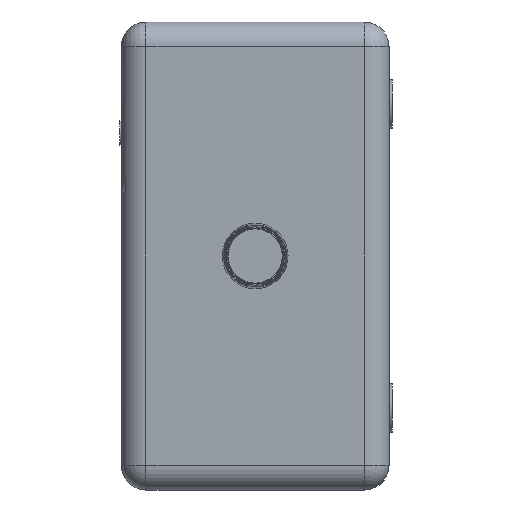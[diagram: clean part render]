
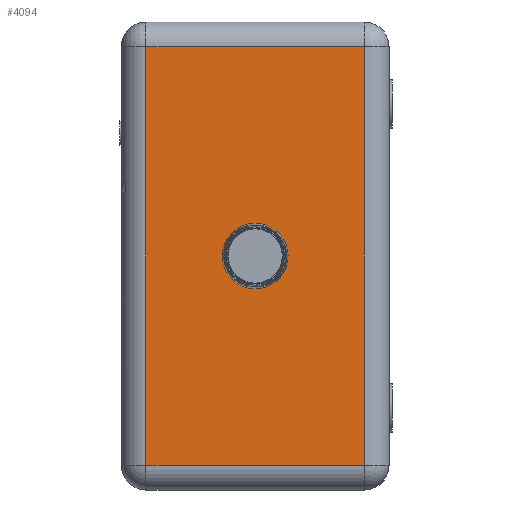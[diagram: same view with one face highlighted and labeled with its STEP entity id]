
A CAD part, left-side view. The second image highlights one B-rep face of the part: STEP entity #4094.
In plain terms, the highlighted planar face has unit normal (-1, 0, 0).
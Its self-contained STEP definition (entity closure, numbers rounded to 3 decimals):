
#8 = EDGE_CURVE ( 'NONE', #4844, #2380, #3169, .T. ) ;
#15 = CARTESIAN_POINT ( 'NONE',  ( 0., 16.3, -28.5 ) ) ;
#70 = LINE ( 'NONE', #788, #1232 ) ;
#154 = CARTESIAN_POINT ( 'NONE',  ( 0., 3., 0. ) ) ;
#266 = ORIENTED_EDGE ( 'NONE', *, *, #1143, .T. ) ;
#283 = FACE_BOUND ( 'NONE', #978, .T. ) ;
#412 = ORIENTED_EDGE ( 'NONE', *, *, #8, .T. ) ;
#568 = AXIS2_PLACEMENT_3D ( 'NONE', #3672, #2528, #3476 ) ;
#606 = CIRCLE ( 'NONE', #783, 4. ) ;
#668 = CARTESIAN_POINT ( 'NONE',  ( 0., 16.3, -28.5 ) ) ;
#733 = DIRECTION ( 'NONE',  ( 0., 0., -1. ) ) ;
#774 = EDGE_CURVE ( 'NONE', #1173, #2341, #606, .T. ) ;
#783 = AXIS2_PLACEMENT_3D ( 'NONE', #668, #4457, #3161 ) ;
#788 = CARTESIAN_POINT ( 'NONE',  ( 0., 32.6, -54. ) ) ;
#941 = CARTESIAN_POINT ( 'NONE',  ( 0., 16.3, -24.5 ) ) ;
#978 = EDGE_LOOP ( 'NONE', ( #1529, #3397 ) ) ;
#1143 = EDGE_CURVE ( 'NONE', #3754, #4844, #70, .T. ) ;
#1155 = CARTESIAN_POINT ( 'NONE',  ( 0., 29.6, 0. ) ) ;
#1170 = DIRECTION ( 'NONE',  ( 0., -1., 0. ) ) ;
#1173 = VERTEX_POINT ( 'NONE', #941 ) ;
#1232 = VECTOR ( 'NONE', #1170, 1000. ) ;
#1441 = ORIENTED_EDGE ( 'NONE', *, *, #3378, .T. ) ;
#1499 = CARTESIAN_POINT ( 'NONE',  ( 0., 29.6, -3. ) ) ;
#1520 = EDGE_LOOP ( 'NONE', ( #266, #412, #1441, #5121 ) ) ;
#1529 = ORIENTED_EDGE ( 'NONE', *, *, #774, .F. ) ;
#1866 = VERTEX_POINT ( 'NONE', #1499 ) ;
#1973 = DIRECTION ( 'NONE',  ( -1., 0., 0. ) ) ;
#2109 = CARTESIAN_POINT ( 'NONE',  ( 0., 16.3, -32.5 ) ) ;
#2341 = VERTEX_POINT ( 'NONE', #2109 ) ;
#2380 = VERTEX_POINT ( 'NONE', #3688 ) ;
#2441 = DIRECTION ( 'NONE',  ( 0., 0., -1. ) ) ;
#2528 = DIRECTION ( 'NONE',  ( 1., 0., 0. ) ) ;
#2678 = CIRCLE ( 'NONE', #2970, 4. ) ;
#2748 = CARTESIAN_POINT ( 'NONE',  ( 0., 29.6, -54. ) ) ;
#2830 = VECTOR ( 'NONE', #2951, 1000. ) ;
#2906 = PLANE ( 'NONE',  #568 ) ;
#2951 = DIRECTION ( 'NONE',  ( 0., 0., 1. ) ) ;
#2970 = AXIS2_PLACEMENT_3D ( 'NONE', #15, #1973, #733 ) ;
#2983 = VECTOR ( 'NONE', #2441, 1000. ) ;
#3044 = EDGE_CURVE ( 'NONE', #2341, #1173, #2678, .T. ) ;
#3161 = DIRECTION ( 'NONE',  ( 0., 0., -1. ) ) ;
#3169 = LINE ( 'NONE', #154, #2830 ) ;
#3378 = EDGE_CURVE ( 'NONE', #2380, #1866, #4743, .T. ) ;
#3397 = ORIENTED_EDGE ( 'NONE', *, *, #3044, .F. ) ;
#3476 = DIRECTION ( 'NONE',  ( 0., 0., -1. ) ) ;
#3550 = LINE ( 'NONE', #1155, #2983 ) ;
#3672 = CARTESIAN_POINT ( 'NONE',  ( 0., 32.6, 0. ) ) ;
#3688 = CARTESIAN_POINT ( 'NONE',  ( 0., 3., -3. ) ) ;
#3754 = VERTEX_POINT ( 'NONE', #2748 ) ;
#4094 = ADVANCED_FACE ( 'NONE', ( #283, #4368 ), #2906, .F. ) ;
#4368 = FACE_OUTER_BOUND ( 'NONE', #1520, .T. ) ;
#4457 = DIRECTION ( 'NONE',  ( -1., 0., 0. ) ) ;
#4484 = DIRECTION ( 'NONE',  ( 0., 1., 0. ) ) ;
#4550 = EDGE_CURVE ( 'NONE', #1866, #3754, #3550, .T. ) ;
#4640 = CARTESIAN_POINT ( 'NONE',  ( 0., 32.6, -3. ) ) ;
#4665 = CARTESIAN_POINT ( 'NONE',  ( 0., 3., -54. ) ) ;
#4743 = LINE ( 'NONE', #4640, #4993 ) ;
#4844 = VERTEX_POINT ( 'NONE', #4665 ) ;
#4993 = VECTOR ( 'NONE', #4484, 1000. ) ;
#5121 = ORIENTED_EDGE ( 'NONE', *, *, #4550, .T. ) ;
